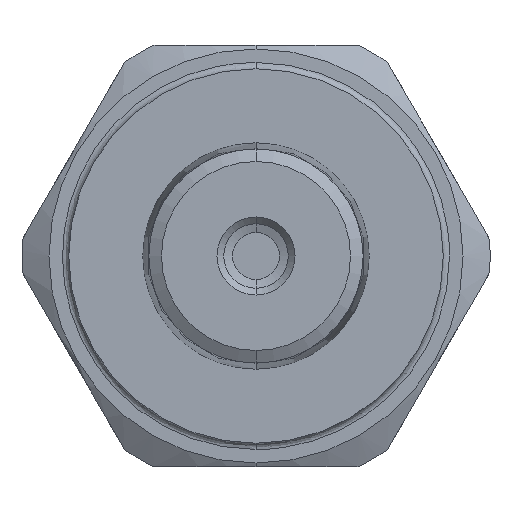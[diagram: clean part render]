
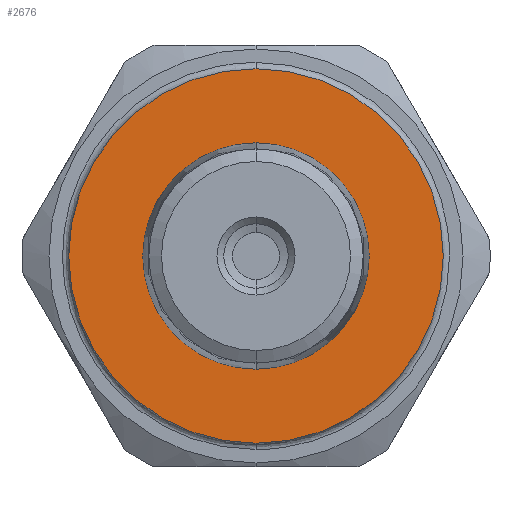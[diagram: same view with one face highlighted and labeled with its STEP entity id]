
A CAD part, front view. The second image highlights one B-rep face of the part: STEP entity #2676.
In plain terms, the highlighted planar face has unit normal (0, -1, 0).
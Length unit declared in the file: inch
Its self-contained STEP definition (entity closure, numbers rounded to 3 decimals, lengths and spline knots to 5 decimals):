
#41 = VERTEX_POINT ( 'NONE', #220 ) ;
#220 = CARTESIAN_POINT ( 'NONE',  ( 0., 0.51181, -0.47244 ) ) ;
#308 = CIRCLE ( 'NONE', #2906, 0.47244 ) ;
#366 = CARTESIAN_POINT ( 'NONE',  ( 0., 0.51181, 0.47244 ) ) ;
#493 = CARTESIAN_POINT ( 'NONE',  ( 0., 0.51181, -0.2857 ) ) ;
#1098 = CARTESIAN_POINT ( 'NONE',  ( 0., 0.51181, 0. ) ) ;
#1245 = CIRCLE ( 'NONE', #1330, 0.47244 ) ;
#1259 = CARTESIAN_POINT ( 'NONE',  ( 0.23622, 0.51181, 0. ) ) ;
#1279 = CARTESIAN_POINT ( 'NONE',  ( 0., 0.51181, 0. ) ) ;
#1310 = FACE_BOUND ( 'NONE', #4896, .T. ) ;
#1330 = AXIS2_PLACEMENT_3D ( 'NONE', #1279, #4226, #3817 ) ;
#1391 = DIRECTION ( 'NONE',  ( 0., 0., 1. ) ) ;
#1665 = PLANE ( 'NONE',  #4401 ) ;
#1693 = FACE_OUTER_BOUND ( 'NONE', #3946, .T. ) ;
#1695 = ORIENTED_EDGE ( 'NONE', *, *, #4067, .F. ) ;
#1703 = EDGE_CURVE ( 'NONE', #1953, #41, #1245, .T. ) ;
#1793 = DIRECTION ( 'NONE',  ( 0., 1., 0. ) ) ;
#1801 = ORIENTED_EDGE ( 'NONE', *, *, #1703, .F. ) ;
#1880 = CIRCLE ( 'NONE', #2566, 0.2857 ) ;
#1953 = VERTEX_POINT ( 'NONE', #366 ) ;
#2320 = VERTEX_POINT ( 'NONE', #493 ) ;
#2347 = ORIENTED_EDGE ( 'NONE', *, *, #4376, .T. ) ;
#2392 = DIRECTION ( 'NONE',  ( 0., 0., -1. ) ) ;
#2497 = DIRECTION ( 'NONE',  ( 0., 1., 0. ) ) ;
#2566 = AXIS2_PLACEMENT_3D ( 'NONE', #3872, #1793, #1391 ) ;
#2676 = ADVANCED_FACE ( 'NONE', ( #1693, #1310 ), #1665, .T. ) ;
#2906 = AXIS2_PLACEMENT_3D ( 'NONE', #1098, #4826, #2392 ) ;
#2949 = DIRECTION ( 'NONE',  ( 0., -1., 0. ) ) ;
#3338 = VERTEX_POINT ( 'NONE', #4865 ) ;
#3777 = AXIS2_PLACEMENT_3D ( 'NONE', #4127, #2497, #4152 ) ;
#3817 = DIRECTION ( 'NONE',  ( 0., 0., -1. ) ) ;
#3872 = CARTESIAN_POINT ( 'NONE',  ( 0., 0.51181, 0. ) ) ;
#3946 = EDGE_LOOP ( 'NONE', ( #1695, #1801 ) ) ;
#4067 = EDGE_CURVE ( 'NONE', #41, #1953, #308, .T. ) ;
#4127 = CARTESIAN_POINT ( 'NONE',  ( 0., 0.51181, 0. ) ) ;
#4152 = DIRECTION ( 'NONE',  ( 0., 0., 1. ) ) ;
#4226 = DIRECTION ( 'NONE',  ( 0., 1., 0. ) ) ;
#4280 = EDGE_CURVE ( 'NONE', #3338, #2320, #4730, .T. ) ;
#4376 = EDGE_CURVE ( 'NONE', #2320, #3338, #1880, .T. ) ;
#4401 = AXIS2_PLACEMENT_3D ( 'NONE', #1259, #2949, #4612 ) ;
#4612 = DIRECTION ( 'NONE',  ( 0., 0., -1. ) ) ;
#4730 = CIRCLE ( 'NONE', #3777, 0.2857 ) ;
#4826 = DIRECTION ( 'NONE',  ( 0., 1., 0. ) ) ;
#4865 = CARTESIAN_POINT ( 'NONE',  ( 0., 0.51181, 0.2857 ) ) ;
#4896 = EDGE_LOOP ( 'NONE', ( #5214, #2347 ) ) ;
#5214 = ORIENTED_EDGE ( 'NONE', *, *, #4280, .T. ) ;
